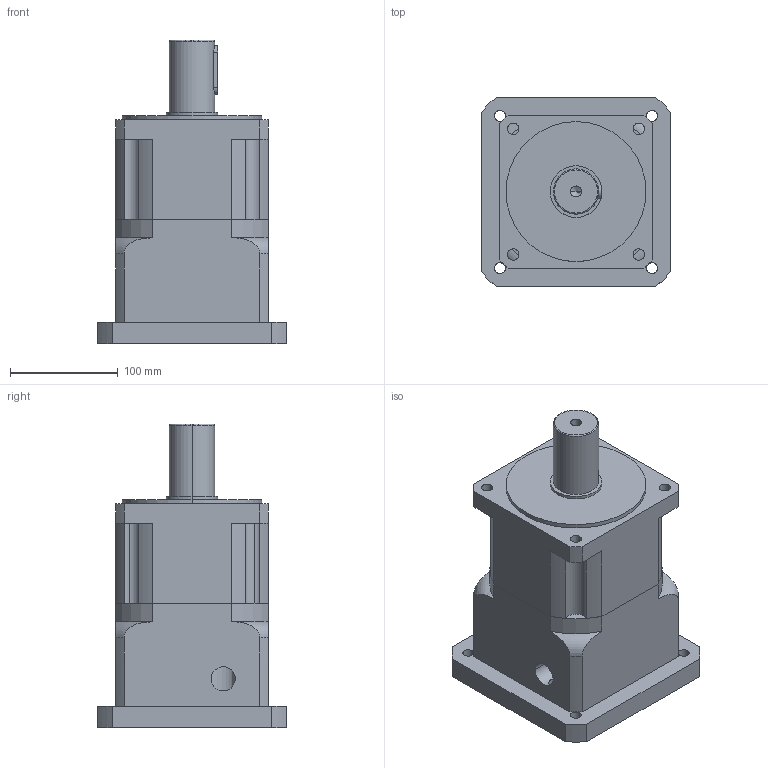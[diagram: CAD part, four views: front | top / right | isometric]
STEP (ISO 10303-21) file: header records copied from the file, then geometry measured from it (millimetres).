
FILE_DESCRIPTION (( 'STEP AP214' ), '1' );
FILE_NAME ('DS150-L1-XX-42-114.3-200-M12_2019.STEP', '2019-03-18T10:32:01', ( 'Y' ), ( 'NCU' ), 'SwSTEP 2.0', 'SolidWorks 2016', '' );
FILE_SCHEMA (( 'AUTOMOTIVE_DESIGN' ));
Length unit declared in the file: millimetre
Products named in the file (1): DS150-L1-XX-42-114.3-200-M12_2019
Bounding box: 176 x 176 x 282 mm (x, y, z)
Volume: 3825957.3 mm3; surface area: 332116.5 mm2
Topology: 2 solids, 12 shells, 370 faces, 867 edges, 558 vertices
Faces by surface type: plane 173, cylinder 157, cone 34, torus 6
Entity records: 12776 total; most frequent: CARTESIAN_POINT 2590, DIRECTION 1918, ORIENTED_EDGE 1714, EDGE_CURVE 857, AXIS2_PLACEMENT_3D 718, VERTEX_POINT 558, VECTOR 482, LINE 482
